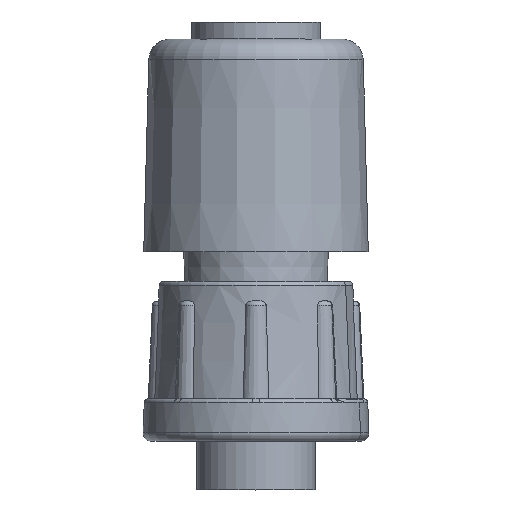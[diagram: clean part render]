
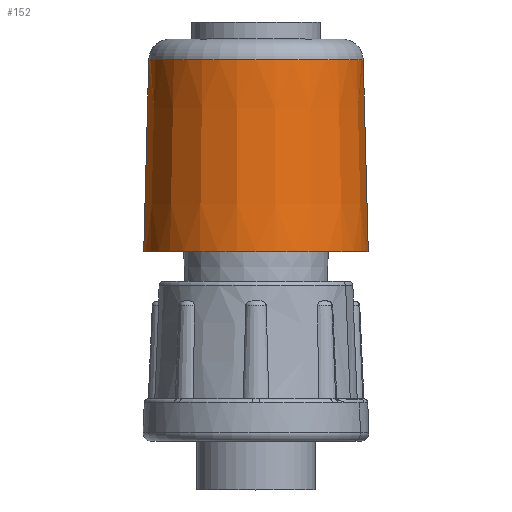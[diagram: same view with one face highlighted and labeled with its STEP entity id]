
A CAD part, top view. The second image highlights one B-rep face of the part: STEP entity #152.
In plain terms, the highlighted conical face has half-angle 1.5 degrees and reference radius 6.706 mm.
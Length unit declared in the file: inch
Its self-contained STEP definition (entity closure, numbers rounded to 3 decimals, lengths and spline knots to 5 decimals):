
#152 = ADVANCED_FACE ( 'NONE', ( #5104 ), #4839, .T. ) ;
#185 = VECTOR ( 'NONE', #3341, 39.37008 ) ;
#212 = CARTESIAN_POINT ( 'NONE',  ( -0.25218, 0.45131, 0. ) ) ;
#225 = DIRECTION ( 'NONE',  ( 0., -1., 0. ) ) ;
#594 = VERTEX_POINT ( 'NONE', #5143 ) ;
#750 = ORIENTED_EDGE ( 'NONE', *, *, #3817, .T. ) ;
#917 = CARTESIAN_POINT ( 'NONE',  ( 0.264, 0., 0. ) ) ;
#1369 = DIRECTION ( 'NONE',  ( -1., 0., 0. ) ) ;
#1419 = CARTESIAN_POINT ( 'NONE',  ( 0.264, 0., 0. ) ) ;
#1536 = ORIENTED_EDGE ( 'NONE', *, *, #2294, .F. ) ;
#1712 = CARTESIAN_POINT ( 'NONE',  ( 0., 0.45131, 0. ) ) ;
#1964 = EDGE_LOOP ( 'NONE', ( #1536, #750, #2733, #3785 ) ) ;
#2132 = DIRECTION ( 'NONE',  ( -1., 0., 0. ) ) ;
#2259 = CARTESIAN_POINT ( 'NONE',  ( 0., 0., 0. ) ) ;
#2294 = EDGE_CURVE ( 'NONE', #594, #4714, #2322, .T. ) ;
#2322 = LINE ( 'NONE', #917, #185 ) ;
#2668 = DIRECTION ( 'NONE',  ( -1., 0., 0. ) ) ;
#2733 = ORIENTED_EDGE ( 'NONE', *, *, #3433, .T. ) ;
#2949 = VECTOR ( 'NONE', #5027, 39.37008 ) ;
#3341 = DIRECTION ( 'NONE',  ( 0.026, -1., 0. ) ) ;
#3405 = CARTESIAN_POINT ( 'NONE',  ( -0.264, 0., 0. ) ) ;
#3433 = EDGE_CURVE ( 'NONE', #3955, #4525, #3989, .T. ) ;
#3785 = ORIENTED_EDGE ( 'NONE', *, *, #3987, .F. ) ;
#3817 = EDGE_CURVE ( 'NONE', #594, #3955, #5009, .T. ) ;
#3827 = AXIS2_PLACEMENT_3D ( 'NONE', #2259, #5064, #2668 ) ;
#3955 = VERTEX_POINT ( 'NONE', #212 ) ;
#3987 = EDGE_CURVE ( 'NONE', #4714, #4525, #4625, .T. ) ;
#3989 = LINE ( 'NONE', #3405, #2949 ) ;
#4207 = AXIS2_PLACEMENT_3D ( 'NONE', #1712, #4520, #2132 ) ;
#4218 = CARTESIAN_POINT ( 'NONE',  ( 0., 0., 0. ) ) ;
#4520 = DIRECTION ( 'NONE',  ( 0., -1., 0. ) ) ;
#4525 = VERTEX_POINT ( 'NONE', #4878 ) ;
#4625 = CIRCLE ( 'NONE', #3827, 0.264 ) ;
#4714 = VERTEX_POINT ( 'NONE', #1419 ) ;
#4839 = CONICAL_SURFACE ( 'NONE', #5105, 0.264, 0.026 ) ;
#4878 = CARTESIAN_POINT ( 'NONE',  ( -0.264, 0., 0. ) ) ;
#5009 = CIRCLE ( 'NONE', #4207, 0.25218 ) ;
#5027 = DIRECTION ( 'NONE',  ( -0.026, -1., 0. ) ) ;
#5064 = DIRECTION ( 'NONE',  ( 0., -1., 0. ) ) ;
#5104 = FACE_OUTER_BOUND ( 'NONE', #1964, .T. ) ;
#5105 = AXIS2_PLACEMENT_3D ( 'NONE', #4218, #225, #1369 ) ;
#5143 = CARTESIAN_POINT ( 'NONE',  ( 0.25218, 0.45131, 0. ) ) ;
